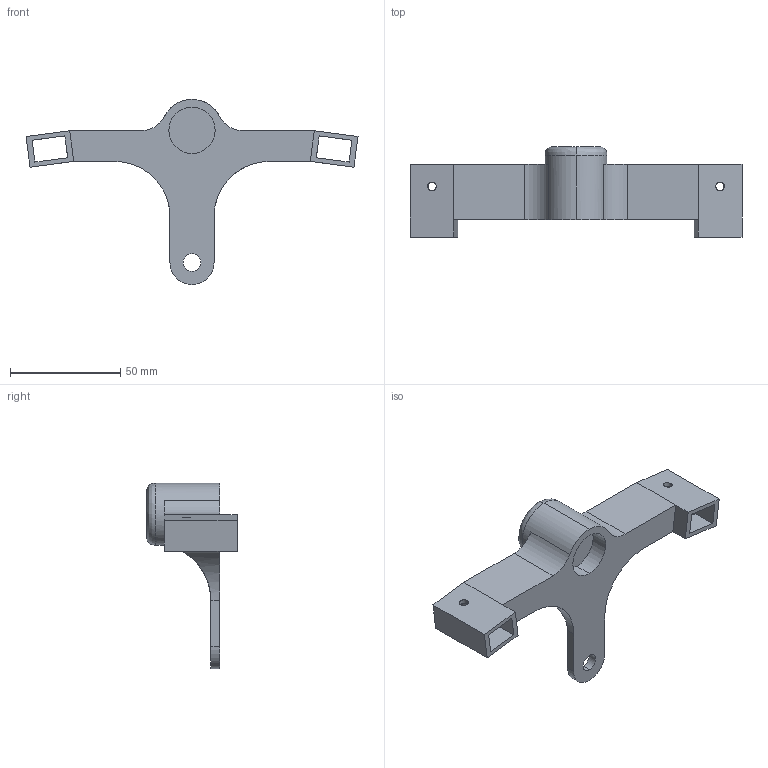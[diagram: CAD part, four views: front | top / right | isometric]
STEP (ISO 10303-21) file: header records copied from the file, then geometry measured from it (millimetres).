
FILE_DESCRIPTION (( 'STEP AP203' ), '1' );
FILE_NAME ('encoder mount_Yl.STEP', '2020-01-18T13:19:48', ( '' ), ( '' ), 'SwSTEP 2.0', 'SolidWorks 2019', '' );
FILE_SCHEMA (( 'CONFIG_CONTROL_DESIGN' ));
Length unit declared in the file: millimetre
Products named in the file (1): encoder mount_Yl
Bounding box: 150.54 x 41 x 84 mm (x, y, z)
Volume: 66098.4 mm3; surface area: 19721.1 mm2
Topology: 1 solids, 1 shells, 50 faces, 141 edges, 92 vertices
Faces by surface type: plane 31, cylinder 17, bspline 2
Entity records: 2146 total; most frequent: CARTESIAN_POINT 750, ORIENTED_EDGE 282, DIRECTION 261, EDGE_CURVE 141, VECTOR 99, LINE 99, VERTEX_POINT 92, AXIS2_PLACEMENT_3D 81
